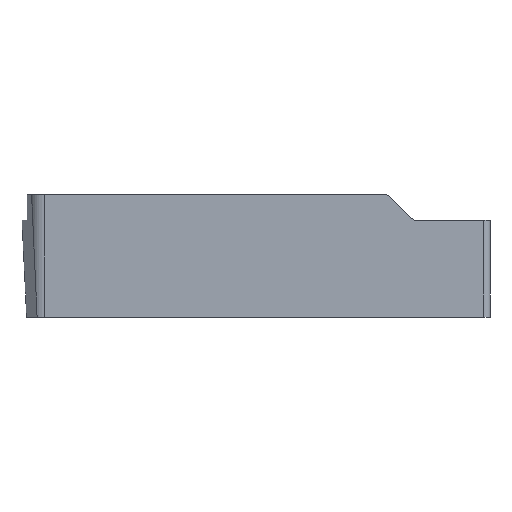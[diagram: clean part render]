
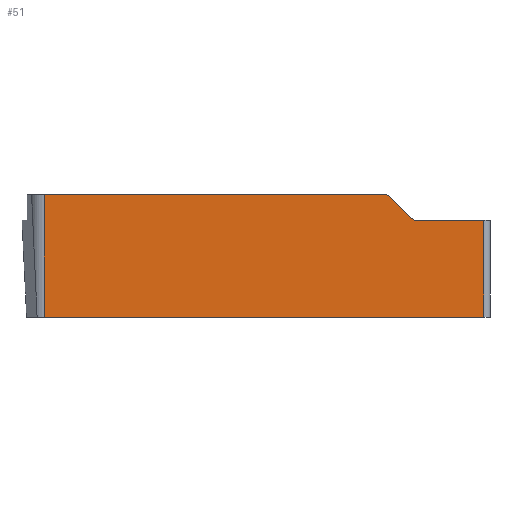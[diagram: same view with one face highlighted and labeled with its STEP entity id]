
A CAD part, left-side view. The second image highlights one B-rep face of the part: STEP entity #51.
In plain terms, the highlighted planar face has unit normal (-1, 0, 0).
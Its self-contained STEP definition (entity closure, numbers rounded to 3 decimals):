
#51=ADVANCED_FACE('',(#89),#71,.F.);
#71=PLANE('',#539);
#89=FACE_OUTER_BOUND('',#113,.T.);
#113=EDGE_LOOP('',(#189,#190,#191,#192,#193,#194,#195,#196));
#150=CIRCLE('',#537,0.5);
#151=CIRCLE('',#538,0.3);
#189=ORIENTED_EDGE('',*,*,#332,.F.);
#190=ORIENTED_EDGE('',*,*,#357,.T.);
#191=ORIENTED_EDGE('',*,*,#358,.T.);
#192=ORIENTED_EDGE('',*,*,#359,.T.);
#193=ORIENTED_EDGE('',*,*,#360,.T.);
#194=ORIENTED_EDGE('',*,*,#361,.T.);
#195=ORIENTED_EDGE('',*,*,#362,.F.);
#196=ORIENTED_EDGE('',*,*,#344,.F.);
#288=VERTEX_POINT('',#754);
#289=VERTEX_POINT('',#756);
#300=VERTEX_POINT('',#780);
#308=VERTEX_POINT('',#804);
#309=VERTEX_POINT('',#808);
#310=VERTEX_POINT('',#810);
#311=VERTEX_POINT('',#812);
#312=VERTEX_POINT('',#814);
#332=EDGE_CURVE('',#288,#289,#397,.T.);
#344=EDGE_CURVE('',#289,#300,#403,.T.);
#357=EDGE_CURVE('',#288,#308,#410,.T.);
#358=EDGE_CURVE('',#308,#309,#411,.T.);
#359=EDGE_CURVE('',#309,#310,#150,.T.);
#360=EDGE_CURVE('',#310,#311,#412,.T.);
#361=EDGE_CURVE('',#311,#312,#151,.T.);
#362=EDGE_CURVE('',#300,#312,#413,.T.);
#397=LINE('',#755,#440);
#403=LINE('',#779,#446);
#410=LINE('',#805,#453);
#411=LINE('',#807,#454);
#412=LINE('',#811,#455);
#413=LINE('',#815,#456);
#440=VECTOR('',#576,1.);
#446=VECTOR('',#596,1.);
#453=VECTOR('',#623,1.);
#454=VECTOR('',#626,1.);
#455=VECTOR('',#629,1.);
#456=VECTOR('',#632,1.);
#537=AXIS2_PLACEMENT_3D('',#809,#627,#628);
#538=AXIS2_PLACEMENT_3D('',#813,#630,#631);
#539=AXIS2_PLACEMENT_3D('',#816,#633,#634);
#576=DIRECTION('',(0.,1.,0.));
#596=DIRECTION('',(0.,0.,1.));
#623=DIRECTION('',(0.,0.,1.));
#626=DIRECTION('',(0.,1.,0.));
#627=DIRECTION('',(1.,0.,0.));
#628=DIRECTION('',(0.,-1.,0.));
#629=DIRECTION('',(0.,0.707,0.707));
#630=DIRECTION('',(-1.,0.,0.));
#631=DIRECTION('',(0.,1.,0.));
#632=DIRECTION('',(0.,-1.,0.));
#633=DIRECTION('',(1.,0.,0.));
#634=DIRECTION('',(0.,-1.,0.));
#754=CARTESIAN_POINT('',(-3.3,-14.1,-6.389));
#755=CARTESIAN_POINT('',(-3.3,-14.1,-6.389));
#756=CARTESIAN_POINT('',(-3.3,14.925,-6.389));
#779=CARTESIAN_POINT('',(-3.3,14.925,10.));
#780=CARTESIAN_POINT('',(-3.3,14.925,1.689));
#804=CARTESIAN_POINT('',(-3.3,-14.1,0.));
#805=CARTESIAN_POINT('',(-3.3,-14.1,10.));
#807=CARTESIAN_POINT('',(-3.3,-14.1,0.));
#808=CARTESIAN_POINT('',(-3.3,-9.647,0.));
#809=CARTESIAN_POINT('',(-3.3,-9.647,0.5));
#810=CARTESIAN_POINT('',(-3.3,-9.293,0.146));
#811=CARTESIAN_POINT('',(-3.3,-6.77,2.67));
#812=CARTESIAN_POINT('',(-3.3,-7.838,1.602));
#813=CARTESIAN_POINT('',(-3.3,-7.626,1.389));
#814=CARTESIAN_POINT('',(-3.3,-7.626,1.689));
#815=CARTESIAN_POINT('',(-3.3,-14.1,1.689));
#816=CARTESIAN_POINT('',(-3.3,-14.1,10.));
